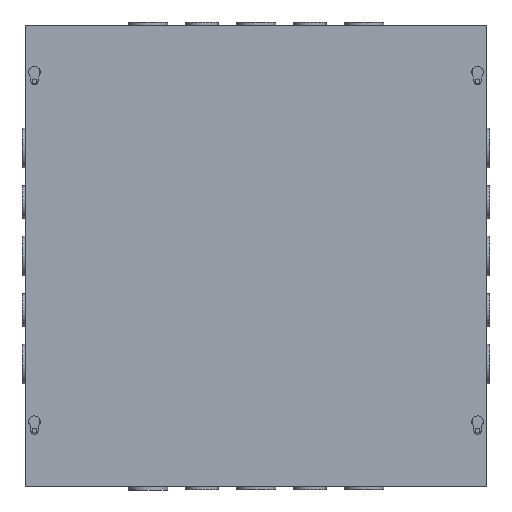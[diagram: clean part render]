
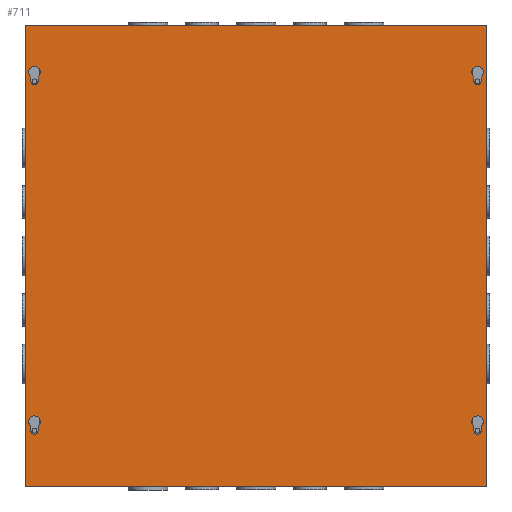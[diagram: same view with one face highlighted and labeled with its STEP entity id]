
A CAD part, front view. The second image highlights one B-rep face of the part: STEP entity #711.
In plain terms, the highlighted planar face has unit normal (0, -1, 0).
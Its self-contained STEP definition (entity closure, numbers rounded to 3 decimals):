
#711 = ADVANCED_FACE( '', ( #1686, #1687, #1688, #1689, #1690 ), #1691, .T. );
#1686 = FACE_BOUND( '', #2976, .T. );
#1687 = FACE_BOUND( '', #2977, .T. );
#1688 = FACE_OUTER_BOUND( '', #2978, .T. );
#1689 = FACE_BOUND( '', #2979, .T. );
#1690 = FACE_BOUND( '', #2980, .T. );
#1691 = PLANE( '', #2981 );
#2976 = EDGE_LOOP( '', ( #4778, #4779, #4780, #4781 ) );
#2977 = EDGE_LOOP( '', ( #4782, #4783, #4784, #4785 ) );
#2978 = EDGE_LOOP( '', ( #4786, #4787, #4788, #4789 ) );
#2979 = EDGE_LOOP( '', ( #4790, #4791, #4792, #4793 ) );
#2980 = EDGE_LOOP( '', ( #4794, #4795, #4796, #4797 ) );
#2981 = AXIS2_PLACEMENT_3D( '', #4798, #4799, #4800 );
#4778 = ORIENTED_EDGE( '', *, *, #7200, .T. );
#4779 = ORIENTED_EDGE( '', *, *, #7201, .T. );
#4780 = ORIENTED_EDGE( '', *, *, #7072, .T. );
#4781 = ORIENTED_EDGE( '', *, *, #6820, .T. );
#4782 = ORIENTED_EDGE( '', *, *, #7202, .T. );
#4783 = ORIENTED_EDGE( '', *, *, #7203, .T. );
#4784 = ORIENTED_EDGE( '', *, *, #7204, .T. );
#4785 = ORIENTED_EDGE( '', *, *, #7205, .T. );
#4786 = ORIENTED_EDGE( '', *, *, #6978, .T. );
#4787 = ORIENTED_EDGE( '', *, *, #7206, .T. );
#4788 = ORIENTED_EDGE( '', *, *, #7207, .T. );
#4789 = ORIENTED_EDGE( '', *, *, #7016, .T. );
#4790 = ORIENTED_EDGE( '', *, *, #7208, .T. );
#4791 = ORIENTED_EDGE( '', *, *, #7041, .T. );
#4792 = ORIENTED_EDGE( '', *, *, #6955, .T. );
#4793 = ORIENTED_EDGE( '', *, *, #7209, .T. );
#4794 = ORIENTED_EDGE( '', *, *, #7210, .T. );
#4795 = ORIENTED_EDGE( '', *, *, #7211, .T. );
#4796 = ORIENTED_EDGE( '', *, *, #6802, .T. );
#4797 = ORIENTED_EDGE( '', *, *, #7212, .T. );
#4798 = CARTESIAN_POINT( '', ( 0., 0., 0. ) );
#4799 = DIRECTION( '', ( 0., -1., 0. ) );
#4800 = DIRECTION( '', ( 0., 0., -1. ) );
#6802 = EDGE_CURVE( '', #7952, #7950, #7953, .T. );
#6820 = EDGE_CURVE( '', #7983, #7981, #7984, .T. );
#6955 = EDGE_CURVE( '', #8212, #8210, #8213, .T. );
#6978 = EDGE_CURVE( '', #8247, #8248, #8249, .T. );
#7016 = EDGE_CURVE( '', #8310, #8247, #8311, .T. );
#7041 = EDGE_CURVE( '', #8353, #8212, #8354, .T. );
#7072 = EDGE_CURVE( '', #8405, #7983, #8406, .T. );
#7200 = EDGE_CURVE( '', #7981, #8605, #8606, .T. );
#7201 = EDGE_CURVE( '', #8605, #8405, #8607, .T. );
#7202 = EDGE_CURVE( '', #8608, #8609, #8610, .T. );
#7203 = EDGE_CURVE( '', #8609, #8611, #8612, .T. );
#7204 = EDGE_CURVE( '', #8611, #8613, #8614, .T. );
#7205 = EDGE_CURVE( '', #8613, #8608, #8615, .T. );
#7206 = EDGE_CURVE( '', #8248, #8616, #8617, .T. );
#7207 = EDGE_CURVE( '', #8616, #8310, #8618, .T. );
#7208 = EDGE_CURVE( '', #8619, #8353, #8620, .T. );
#7209 = EDGE_CURVE( '', #8210, #8619, #8621, .T. );
#7210 = EDGE_CURVE( '', #8622, #8623, #8624, .T. );
#7211 = EDGE_CURVE( '', #8623, #7952, #8625, .T. );
#7212 = EDGE_CURVE( '', #7950, #8622, #8626, .T. );
#7950 = VERTEX_POINT( '', #9563 );
#7952 = VERTEX_POINT( '', #9566 );
#7953 = LINE( '', #9567, #9568 );
#7981 = VERTEX_POINT( '', #9604 );
#7983 = VERTEX_POINT( '', #9607 );
#7984 = CIRCLE( '', #9608, 5.156 );
#8210 = VERTEX_POINT( '', #9911 );
#8212 = VERTEX_POINT( '', #9914 );
#8213 = LINE( '', #9915, #9916 );
#8247 = VERTEX_POINT( '', #9960 );
#8248 = VERTEX_POINT( '', #9961 );
#8249 = LINE( '', #9962, #9963 );
#8310 = VERTEX_POINT( '', #10040 );
#8311 = LINE( '', #10041, #10042 );
#8353 = VERTEX_POINT( '', #10113 );
#8354 = CIRCLE( '', #10114, 3.175 );
#8405 = VERTEX_POINT( '', #10231 );
#8406 = LINE( '', #10232, #10233 );
#8605 = VERTEX_POINT( '', #10532 );
#8606 = LINE( '', #10533, #10534 );
#8607 = CIRCLE( '', #10535, 3.175 );
#8608 = VERTEX_POINT( '', #10536 );
#8609 = VERTEX_POINT( '', #10537 );
#8610 = LINE( '', #10538, #10539 );
#8611 = VERTEX_POINT( '', #10540 );
#8612 = CIRCLE( '', #10541, 3.175 );
#8613 = VERTEX_POINT( '', #10542 );
#8614 = LINE( '', #10543, #10544 );
#8615 = CIRCLE( '', #10545, 5.156 );
#8616 = VERTEX_POINT( '', #10546 );
#8617 = LINE( '', #10547, #10548 );
#8618 = LINE( '', #10549, #10550 );
#8619 = VERTEX_POINT( '', #10551 );
#8620 = LINE( '', #10552, #10553 );
#8621 = CIRCLE( '', #10554, 5.156 );
#8622 = VERTEX_POINT( '', #10555 );
#8623 = VERTEX_POINT( '', #10556 );
#8624 = LINE( '', #10557, #10558 );
#8625 = CIRCLE( '', #10559, 3.175 );
#8626 = CIRCLE( '', #10560, 5.156 );
#9563 = CARTESIAN_POINT( '', ( 192.1, 0., 157.85 ) );
#9566 = CARTESIAN_POINT( '', ( 192.1, 0., 153.988 ) );
#9567 = CARTESIAN_POINT( '', ( 192.1, 0., 153.988 ) );
#9568 = VECTOR( '', #11587, 1000. );
#9604 = CARTESIAN_POINT( '', ( 198.45, 0., -150.125 ) );
#9607 = CARTESIAN_POINT( '', ( 192.1, 0., -150.125 ) );
#9608 = AXIS2_PLACEMENT_3D( '', #11609, #11610, #11611 );
#9911 = CARTESIAN_POINT( '', ( -198.45, 0., 157.85 ) );
#9914 = CARTESIAN_POINT( '', ( -198.45, 0., 153.988 ) );
#9915 = CARTESIAN_POINT( '', ( -198.45, 0., 153.988 ) );
#9916 = VECTOR( '', #11775, 1000. );
#9960 = CARTESIAN_POINT( '', ( -203.2, 0., 203.2 ) );
#9961 = CARTESIAN_POINT( '', ( -203.2, 0., -203.2 ) );
#9962 = CARTESIAN_POINT( '', ( -203.2, 0., 203.2 ) );
#9963 = VECTOR( '', #11799, 1000. );
#10040 = CARTESIAN_POINT( '', ( 203.2, 0., 203.2 ) );
#10041 = CARTESIAN_POINT( '', ( 203.2, 0., 203.2 ) );
#10042 = VECTOR( '', #11852, 1000. );
#10113 = CARTESIAN_POINT( '', ( -192.1, 0., 153.988 ) );
#10114 = AXIS2_PLACEMENT_3D( '', #11882, #11883, #11884 );
#10231 = CARTESIAN_POINT( '', ( 192.1, 0., -153.988 ) );
#10232 = CARTESIAN_POINT( '', ( 192.1, 0., -153.988 ) );
#10233 = VECTOR( '', #11913, 1000. );
#10532 = CARTESIAN_POINT( '', ( 198.45, 0., -153.988 ) );
#10533 = CARTESIAN_POINT( '', ( 198.45, 0., -153.988 ) );
#10534 = VECTOR( '', #12053, 1000. );
#10535 = AXIS2_PLACEMENT_3D( '', #12054, #12055, #12056 );
#10536 = CARTESIAN_POINT( '', ( -192.1, 0., -150.125 ) );
#10537 = CARTESIAN_POINT( '', ( -192.1, 0., -153.988 ) );
#10538 = CARTESIAN_POINT( '', ( -192.1, 0., -153.988 ) );
#10539 = VECTOR( '', #12057, 1000. );
#10540 = CARTESIAN_POINT( '', ( -198.45, 0., -153.988 ) );
#10541 = AXIS2_PLACEMENT_3D( '', #12058, #12059, #12060 );
#10542 = CARTESIAN_POINT( '', ( -198.45, 0., -150.125 ) );
#10543 = CARTESIAN_POINT( '', ( -198.45, 0., -153.988 ) );
#10544 = VECTOR( '', #12061, 1000. );
#10545 = AXIS2_PLACEMENT_3D( '', #12062, #12063, #12064 );
#10546 = CARTESIAN_POINT( '', ( 203.2, 0., -203.2 ) );
#10547 = CARTESIAN_POINT( '', ( -203.2, 0., -203.2 ) );
#10548 = VECTOR( '', #12065, 1000. );
#10549 = CARTESIAN_POINT( '', ( 203.2, 0., -203.2 ) );
#10550 = VECTOR( '', #12066, 1000. );
#10551 = CARTESIAN_POINT( '', ( -192.1, 0., 157.85 ) );
#10552 = CARTESIAN_POINT( '', ( -192.1, 0., 153.988 ) );
#10553 = VECTOR( '', #12067, 1000. );
#10554 = AXIS2_PLACEMENT_3D( '', #12068, #12069, #12070 );
#10555 = CARTESIAN_POINT( '', ( 198.45, 0., 157.85 ) );
#10556 = CARTESIAN_POINT( '', ( 198.45, 0., 153.988 ) );
#10557 = CARTESIAN_POINT( '', ( 198.45, 0., 153.988 ) );
#10558 = VECTOR( '', #12071, 1000. );
#10559 = AXIS2_PLACEMENT_3D( '', #12072, #12073, #12074 );
#10560 = AXIS2_PLACEMENT_3D( '', #12075, #12076, #12077 );
#11587 = DIRECTION( '', ( 0., 0., 1. ) );
#11609 = CARTESIAN_POINT( '', ( 195.275, 0., -146.063 ) );
#11610 = DIRECTION( '', ( 0., 1., 0. ) );
#11611 = DIRECTION( '', ( 0., 0., -1. ) );
#11775 = DIRECTION( '', ( 0., 0., 1. ) );
#11799 = DIRECTION( '', ( 0., 0., -1. ) );
#11852 = DIRECTION( '', ( -1., 0., 0. ) );
#11882 = CARTESIAN_POINT( '', ( -195.275, 0., 153.988 ) );
#11883 = DIRECTION( '', ( 0., 1., 0. ) );
#11884 = DIRECTION( '', ( 1., 0., 0. ) );
#11913 = DIRECTION( '', ( 0., 0., 1. ) );
#12053 = DIRECTION( '', ( 0., 0., -1. ) );
#12054 = CARTESIAN_POINT( '', ( 195.275, 0., -153.988 ) );
#12055 = DIRECTION( '', ( 0., 1., 0. ) );
#12056 = DIRECTION( '', ( 1., 0., 0. ) );
#12057 = DIRECTION( '', ( 0., 0., -1. ) );
#12058 = CARTESIAN_POINT( '', ( -195.275, 0., -153.988 ) );
#12059 = DIRECTION( '', ( 0., 1., 0. ) );
#12060 = DIRECTION( '', ( 1., 0., 0. ) );
#12061 = DIRECTION( '', ( 0., 0., 1. ) );
#12062 = CARTESIAN_POINT( '', ( -195.275, 0., -146.063 ) );
#12063 = DIRECTION( '', ( 0., 1., 0. ) );
#12064 = DIRECTION( '', ( 0., 0., -1. ) );
#12065 = DIRECTION( '', ( 1., 0., 0. ) );
#12066 = DIRECTION( '', ( 0., 0., 1. ) );
#12067 = DIRECTION( '', ( 0., 0., -1. ) );
#12068 = CARTESIAN_POINT( '', ( -195.275, 0., 161.912 ) );
#12069 = DIRECTION( '', ( 0., 1., 0. ) );
#12070 = DIRECTION( '', ( 0., 0., -1. ) );
#12071 = DIRECTION( '', ( 0., 0., -1. ) );
#12072 = CARTESIAN_POINT( '', ( 195.275, 0., 153.988 ) );
#12073 = DIRECTION( '', ( 0., 1., 0. ) );
#12074 = DIRECTION( '', ( 1., 0., 0. ) );
#12075 = CARTESIAN_POINT( '', ( 195.275, 0., 161.912 ) );
#12076 = DIRECTION( '', ( 0., 1., 0. ) );
#12077 = DIRECTION( '', ( 0., 0., -1. ) );
